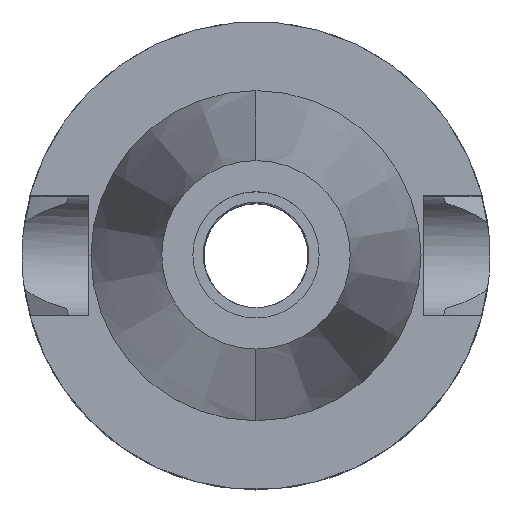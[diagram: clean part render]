
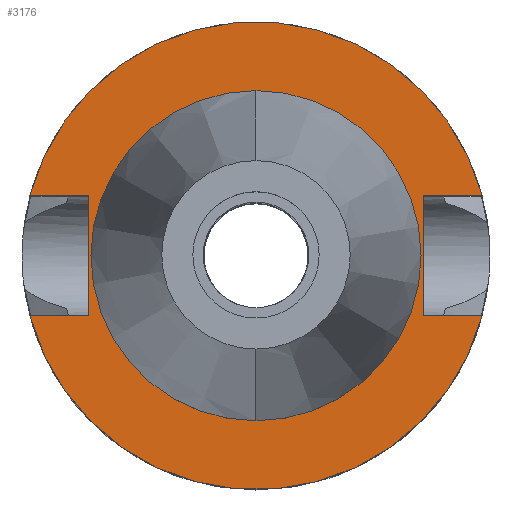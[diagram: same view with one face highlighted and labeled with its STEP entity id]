
A CAD part, top view. The second image highlights one B-rep face of the part: STEP entity #3176.
In plain terms, the highlighted planar face has unit normal (0, 0, 1).
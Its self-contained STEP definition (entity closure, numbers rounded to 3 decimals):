
#14 = DIRECTION ( 'NONE',  ( 0., 0., 1. ) ) ;
#84 = CARTESIAN_POINT ( 'NONE',  ( 30.454, -8.05, -2. ) ) ;
#87 = EDGE_CURVE ( 'NONE', #2219, #3533, #1626, .T. ) ;
#191 = LINE ( 'NONE', #2710, #936 ) ;
#266 = CARTESIAN_POINT ( 'NONE',  ( -22.5, 8.05, -2. ) ) ;
#386 = CARTESIAN_POINT ( 'NONE',  ( 30.454, 8.05, -2. ) ) ;
#416 = AXIS2_PLACEMENT_3D ( 'NONE', #3200, #3212, #1780 ) ;
#488 = CARTESIAN_POINT ( 'NONE',  ( 22.5, -8.05, -2. ) ) ;
#508 = DIRECTION ( 'NONE',  ( 0., -1., 0. ) ) ;
#510 = ORIENTED_EDGE ( 'NONE', *, *, #2316, .T. ) ;
#516 = CARTESIAN_POINT ( 'NONE',  ( -30.454, -8.05, -2. ) ) ;
#552 = CARTESIAN_POINT ( 'NONE',  ( -22.5, -8.05, -2. ) ) ;
#565 = ORIENTED_EDGE ( 'NONE', *, *, #3431, .F. ) ;
#573 = VERTEX_POINT ( 'NONE', #84 ) ;
#590 = CIRCLE ( 'NONE', #1999, 31.5 ) ;
#642 = DIRECTION ( 'NONE',  ( 0., 0., -1. ) ) ;
#644 = CARTESIAN_POINT ( 'NONE',  ( -30.454, 8.05, -2. ) ) ;
#761 = ORIENTED_EDGE ( 'NONE', *, *, #1647, .F. ) ;
#819 = ORIENTED_EDGE ( 'NONE', *, *, #1560, .F. ) ;
#873 = ORIENTED_EDGE ( 'NONE', *, *, #1313, .F. ) ;
#900 = CARTESIAN_POINT ( 'NONE',  ( 22.5, 8.05, -2. ) ) ;
#914 = DIRECTION ( 'NONE',  ( 0., 0., -1. ) ) ;
#936 = VECTOR ( 'NONE', #1902, 1000. ) ;
#1171 = DIRECTION ( 'NONE',  ( 0., -1., 0. ) ) ;
#1283 = CARTESIAN_POINT ( 'NONE',  ( 22.5, 8.05, -2. ) ) ;
#1288 = LINE ( 'NONE', #2143, #2224 ) ;
#1313 = EDGE_CURVE ( 'NONE', #1448, #3257, #1288, .T. ) ;
#1326 = DIRECTION ( 'NONE',  ( 0., 0., -1. ) ) ;
#1372 = ORIENTED_EDGE ( 'NONE', *, *, #87, .F. ) ;
#1393 = DIRECTION ( 'NONE',  ( -1., 0., 0. ) ) ;
#1411 = CIRCLE ( 'NONE', #416, 22.225 ) ;
#1448 = VERTEX_POINT ( 'NONE', #552 ) ;
#1449 = DIRECTION ( 'NONE',  ( 0., 1., 0. ) ) ;
#1471 = VECTOR ( 'NONE', #3239, 1000. ) ;
#1473 = DIRECTION ( 'NONE',  ( 1., 0., 0. ) ) ;
#1483 = EDGE_CURVE ( 'NONE', #3257, #3292, #3359, .T. ) ;
#1560 = EDGE_CURVE ( 'NONE', #3053, #3318, #1584, .T. ) ;
#1564 = EDGE_CURVE ( 'NONE', #2219, #2121, #2787, .T. ) ;
#1584 = CIRCLE ( 'NONE', #2118, 22.225 ) ;
#1600 = EDGE_LOOP ( 'NONE', ( #2222, #819 ) ) ;
#1626 = LINE ( 'NONE', #1833, #1471 ) ;
#1647 = EDGE_CURVE ( 'NONE', #573, #3644, #590, .T. ) ;
#1687 = CARTESIAN_POINT ( 'NONE',  ( 0., 0., -2. ) ) ;
#1730 = CARTESIAN_POINT ( 'NONE',  ( 0., 22.225, -2. ) ) ;
#1743 = EDGE_CURVE ( 'NONE', #3318, #3053, #1411, .T. ) ;
#1780 = DIRECTION ( 'NONE',  ( 0., 1., 0. ) ) ;
#1784 = ORIENTED_EDGE ( 'NONE', *, *, #1483, .F. ) ;
#1794 = VECTOR ( 'NONE', #2550, 1000. ) ;
#1833 = CARTESIAN_POINT ( 'NONE',  ( 22.5, 8.05, -2. ) ) ;
#1892 = PLANE ( 'NONE',  #3310 ) ;
#1902 = DIRECTION ( 'NONE',  ( -1., 0., 0. ) ) ;
#1928 = FACE_BOUND ( 'NONE', #1600, .T. ) ;
#1999 = AXIS2_PLACEMENT_3D ( 'NONE', #2038, #642, #2869 ) ;
#2017 = EDGE_CURVE ( 'NONE', #3292, #2121, #2110, .T. ) ;
#2023 = CARTESIAN_POINT ( 'NONE',  ( 0., 0., -2. ) ) ;
#2038 = CARTESIAN_POINT ( 'NONE',  ( 0., 0., -2. ) ) ;
#2110 = CIRCLE ( 'NONE', #2216, 31.5 ) ;
#2118 = AXIS2_PLACEMENT_3D ( 'NONE', #2023, #14, #1171 ) ;
#2121 = VERTEX_POINT ( 'NONE', #386 ) ;
#2143 = CARTESIAN_POINT ( 'NONE',  ( -22.5, -8.05, -2. ) ) ;
#2216 = AXIS2_PLACEMENT_3D ( 'NONE', #1687, #914, #1449 ) ;
#2219 = VERTEX_POINT ( 'NONE', #1283 ) ;
#2222 = ORIENTED_EDGE ( 'NONE', *, *, #1743, .F. ) ;
#2224 = VECTOR ( 'NONE', #2343, 1000. ) ;
#2308 = LINE ( 'NONE', #2832, #1794 ) ;
#2316 = EDGE_CURVE ( 'NONE', #1448, #3644, #191, .T. ) ;
#2343 = DIRECTION ( 'NONE',  ( 0., 1., 0. ) ) ;
#2374 = CARTESIAN_POINT ( 'NONE',  ( 0., -22.225, -2. ) ) ;
#2428 = CARTESIAN_POINT ( 'NONE',  ( -22.5, 8.05, -2. ) ) ;
#2493 = CARTESIAN_POINT ( 'NONE',  ( 0., 0., -2. ) ) ;
#2500 = VECTOR ( 'NONE', #1473, 1000. ) ;
#2550 = DIRECTION ( 'NONE',  ( 1., 0., 0. ) ) ;
#2560 = ORIENTED_EDGE ( 'NONE', *, *, #2017, .F. ) ;
#2710 = CARTESIAN_POINT ( 'NONE',  ( -22.5, -8.05, -2. ) ) ;
#2787 = LINE ( 'NONE', #900, #2500 ) ;
#2832 = CARTESIAN_POINT ( 'NONE',  ( 22.5, -8.05, -2. ) ) ;
#2869 = DIRECTION ( 'NONE',  ( 0., -1., 0. ) ) ;
#2900 = EDGE_LOOP ( 'NONE', ( #510, #761, #565, #1372, #3250, #2560, #1784, #873 ) ) ;
#3053 = VERTEX_POINT ( 'NONE', #2374 ) ;
#3176 = ADVANCED_FACE ( 'NONE', ( #3339, #1928 ), #1892, .F. ) ;
#3200 = CARTESIAN_POINT ( 'NONE',  ( 0., 0., -2. ) ) ;
#3212 = DIRECTION ( 'NONE',  ( 0., 0., 1. ) ) ;
#3239 = DIRECTION ( 'NONE',  ( 0., -1., 0. ) ) ;
#3250 = ORIENTED_EDGE ( 'NONE', *, *, #1564, .T. ) ;
#3257 = VERTEX_POINT ( 'NONE', #2428 ) ;
#3292 = VERTEX_POINT ( 'NONE', #644 ) ;
#3310 = AXIS2_PLACEMENT_3D ( 'NONE', #2493, #1326, #508 ) ;
#3318 = VERTEX_POINT ( 'NONE', #1730 ) ;
#3339 = FACE_OUTER_BOUND ( 'NONE', #2900, .T. ) ;
#3359 = LINE ( 'NONE', #266, #3630 ) ;
#3431 = EDGE_CURVE ( 'NONE', #3533, #573, #2308, .T. ) ;
#3533 = VERTEX_POINT ( 'NONE', #488 ) ;
#3630 = VECTOR ( 'NONE', #1393, 1000. ) ;
#3644 = VERTEX_POINT ( 'NONE', #516 ) ;
